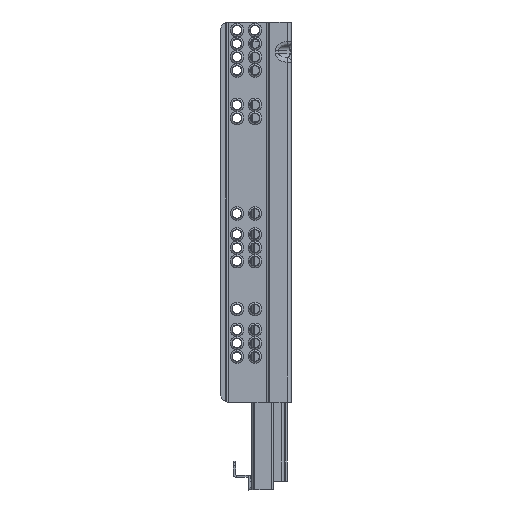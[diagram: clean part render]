
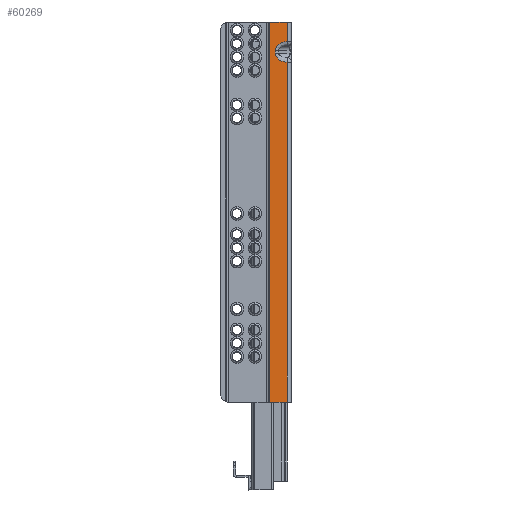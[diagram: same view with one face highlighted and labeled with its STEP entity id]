
A CAD part, left-side view. The second image highlights one B-rep face of the part: STEP entity #60269.
In plain terms, the highlighted planar face has unit normal (-1, 0, 0).
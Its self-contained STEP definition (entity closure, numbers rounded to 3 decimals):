
#1088 = LINE ( 'NONE', #114824, #31576 ) ;
#4019 = VECTOR ( 'NONE', #133527, 1000. ) ;
#5777 = VERTEX_POINT ( 'NONE', #125234 ) ;
#5938 = FACE_OUTER_BOUND ( 'NONE', #43551, .T. ) ;
#8452 = CARTESIAN_POINT ( 'NONE',  ( 0., -24.2, -255. ) ) ;
#8788 = CARTESIAN_POINT ( 'NONE',  ( 0., -16.257, -19. ) ) ;
#8940 = EDGE_CURVE ( 'NONE', #80920, #64133, #1088, .T. ) ;
#9693 = DIRECTION ( 'NONE',  ( 0., -1., 0. ) ) ;
#10132 = CARTESIAN_POINT ( 'NONE',  ( 0., -16.257, -15.661 ) ) ;
#10285 = LINE ( 'NONE', #122699, #4019 ) ;
#20079 = ORIENTED_EDGE ( 'NONE', *, *, #8940, .T. ) ;
#20423 = CARTESIAN_POINT ( 'NONE',  ( 0., -12.443, 0. ) ) ;
#20666 = CARTESIAN_POINT ( 'NONE',  ( 0., -24.2, -26.988 ) ) ;
#22108 = EDGE_CURVE ( 'NONE', #5777, #99851, #10285, .T. ) ;
#24028 = AXIS2_PLACEMENT_3D ( 'NONE', #47230, #88585, #70278 ) ;
#26396 = VERTEX_POINT ( 'NONE', #69416 ) ;
#26627 = VECTOR ( 'NONE', #119573, 1000. ) ;
#30456 = ORIENTED_EDGE ( 'NONE', *, *, #59213, .T. ) ;
#31154 = CARTESIAN_POINT ( 'NONE',  ( 0., -24.2, -13.012 ) ) ;
#31576 = VECTOR ( 'NONE', #42402, 1000. ) ;
#41532 =( BOUNDED_CURVE ( )  B_SPLINE_CURVE ( 3, ( #8788, #10132, #60940, #31154 ),
 .UNSPECIFIED., .F., .F. ) 
 B_SPLINE_CURVE_WITH_KNOTS ( ( 4, 4 ),
 ( 3.142, 4.648 ),
 .UNSPECIFIED. ) 
 CURVE ( )  GEOMETRIC_REPRESENTATION_ITEM ( )  RATIONAL_B_SPLINE_CURVE ( ( 1., 0.82, 0.82, 1. ) ) 
 REPRESENTATION_ITEM ( '' )  );
#42402 = DIRECTION ( 'NONE',  ( 0., 0., 1. ) ) ;
#42872 = CARTESIAN_POINT ( 'NONE',  ( 0., -12.443, -255. ) ) ;
#43551 = EDGE_LOOP ( 'NONE', ( #20079, #93239, #30456, #69730, #127030, #96209, #124896, #129257 ) ) ;
#47230 = CARTESIAN_POINT ( 'NONE',  ( 0., -12.443, -255. ) ) ;
#47929 = EDGE_CURVE ( 'NONE', #99851, #54275, #92980, .T. ) ;
#49577 = VECTOR ( 'NONE', #106216, 1000. ) ;
#51742 = CARTESIAN_POINT ( 'NONE',  ( 0., -19.488, -26.774 ) ) ;
#54275 = VERTEX_POINT ( 'NONE', #127273 ) ;
#55397 = CARTESIAN_POINT ( 'NONE',  ( 0., -24.2, -13.012 ) ) ;
#57388 = EDGE_CURVE ( 'NONE', #5777, #80920, #83548, .T. ) ;
#58053 = PLANE ( 'NONE',  #24028 ) ;
#59213 = EDGE_CURVE ( 'NONE', #26396, #102609, #127847, .T. ) ;
#60144 = VERTEX_POINT ( 'NONE', #55397 ) ;
#60269 = ADVANCED_FACE ( 'NONE', ( #5938 ), #58053, .T. ) ;
#60940 = CARTESIAN_POINT ( 'NONE',  ( 0., -19.488, -13.226 ) ) ;
#61826 = EDGE_CURVE ( 'NONE', #60144, #54275, #101257, .T. ) ;
#62267 = VECTOR ( 'NONE', #72719, 1000. ) ;
#63115 = CARTESIAN_POINT ( 'NONE',  ( 0., -24.2, -26.988 ) ) ;
#63826 = CARTESIAN_POINT ( 'NONE',  ( 0., -12.443, 0. ) ) ;
#63943 = CARTESIAN_POINT ( 'NONE',  ( 0., -16.257, -24.339 ) ) ;
#64133 = VERTEX_POINT ( 'NONE', #63115 ) ;
#69416 = CARTESIAN_POINT ( 'NONE',  ( 0., -16.257, -21. ) ) ;
#69643 = VECTOR ( 'NONE', #9693, 1000. ) ;
#69730 = ORIENTED_EDGE ( 'NONE', *, *, #120776, .T. ) ;
#70278 = DIRECTION ( 'NONE',  ( 0., 0., 1. ) ) ;
#72719 = DIRECTION ( 'NONE',  ( 0., -1., 0. ) ) ;
#73343 = CARTESIAN_POINT ( 'NONE',  ( 0., -24.2, -255. ) ) ;
#75755 = CARTESIAN_POINT ( 'NONE',  ( 0., -16.257, -19. ) ) ;
#80920 = VERTEX_POINT ( 'NONE', #73343 ) ;
#83548 = LINE ( 'NONE', #42872, #62267 ) ;
#88585 = DIRECTION ( 'NONE',  ( -1., 0., 0. ) ) ;
#92980 = LINE ( 'NONE', #63826, #69643 ) ;
#93239 = ORIENTED_EDGE ( 'NONE', *, *, #133045, .T. ) ;
#96209 = ORIENTED_EDGE ( 'NONE', *, *, #47929, .F. ) ;
#99851 = VERTEX_POINT ( 'NONE', #20423 ) ;
#101257 = LINE ( 'NONE', #8452, #26627 ) ;
#102609 = VERTEX_POINT ( 'NONE', #119328 ) ;
#106216 = DIRECTION ( 'NONE',  ( 0., 0., 1. ) ) ;
#113485 =( BOUNDED_CURVE ( )  B_SPLINE_CURVE ( 3, ( #20666, #51742, #63943, #114062 ),
 .UNSPECIFIED., .F., .T. ) 
 B_SPLINE_CURVE_WITH_KNOTS ( ( 4, 4 ),
 ( 4.776, 6.283 ),
 .UNSPECIFIED. ) 
 CURVE ( )  GEOMETRIC_REPRESENTATION_ITEM ( )  RATIONAL_B_SPLINE_CURVE ( ( 1., 0.82, 0.82, 1. ) ) 
 REPRESENTATION_ITEM ( '' )  );
#114062 = CARTESIAN_POINT ( 'NONE',  ( 0., -16.257, -21. ) ) ;
#114824 = CARTESIAN_POINT ( 'NONE',  ( 0., -24.2, -255. ) ) ;
#119328 = CARTESIAN_POINT ( 'NONE',  ( 0., -16.257, -19. ) ) ;
#119573 = DIRECTION ( 'NONE',  ( 0., 0., 1. ) ) ;
#120776 = EDGE_CURVE ( 'NONE', #102609, #60144, #41532, .T. ) ;
#122699 = CARTESIAN_POINT ( 'NONE',  ( 0., -12.443, -255. ) ) ;
#124896 = ORIENTED_EDGE ( 'NONE', *, *, #22108, .F. ) ;
#125234 = CARTESIAN_POINT ( 'NONE',  ( 0., -12.443, -255. ) ) ;
#127030 = ORIENTED_EDGE ( 'NONE', *, *, #61826, .T. ) ;
#127273 = CARTESIAN_POINT ( 'NONE',  ( 0., -24.2, 0. ) ) ;
#127847 = LINE ( 'NONE', #75755, #49577 ) ;
#129257 = ORIENTED_EDGE ( 'NONE', *, *, #57388, .T. ) ;
#133045 = EDGE_CURVE ( 'NONE', #64133, #26396, #113485, .T. ) ;
#133527 = DIRECTION ( 'NONE',  ( 0., 0., 1. ) ) ;
